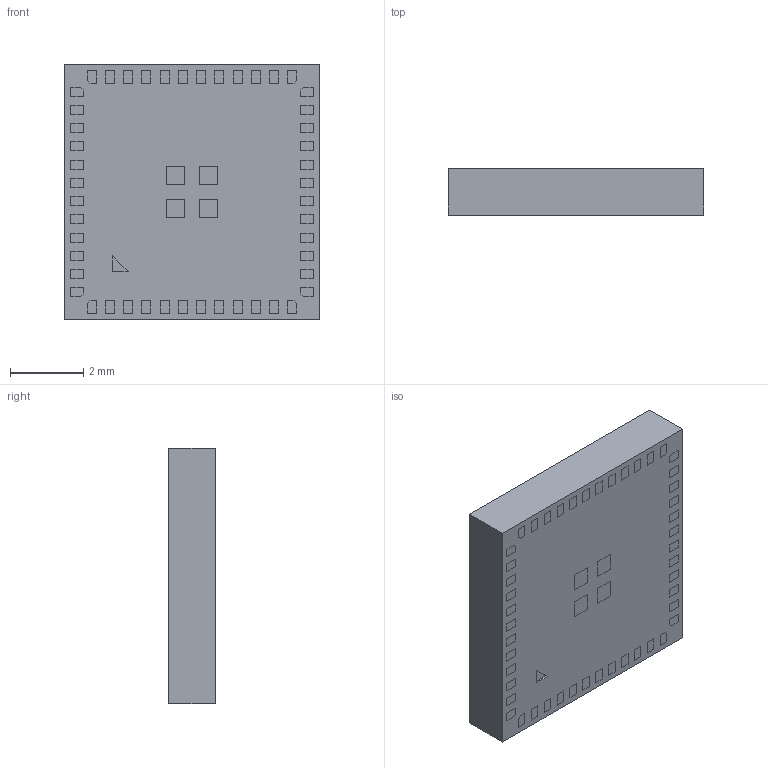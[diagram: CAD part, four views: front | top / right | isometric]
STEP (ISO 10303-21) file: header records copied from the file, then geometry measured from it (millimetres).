
FILE_DESCRIPTION (( 'STEP AP214' ), '1' );
FILE_NAME ('MGM240SA22VNA2.STEP', '2023-01-20T01:23:02', ( '' ), ( '' ), 'SwSTEP 2.0', 'SolidWorks 2021', '' );
FILE_SCHEMA (( 'AUTOMOTIVE_DESIGN' ));
Length unit declared in the file: millimetre
Products named in the file (1): MGM240SA22VNA2
Bounding box: 7 x 1.28 x 7 mm (x, y, z)
Volume: 62.7 mm3; surface area: 174.4 mm2
Topology: 55 solids, 55 shells, 610 faces, 1338 edges, 892 vertices
Faces by surface type: plane 606, cylinder 4
Entity records: 16890 total; most frequent: CARTESIAN_POINT 2841, ORIENTED_EDGE 2676, DIRECTION 2568, EDGE_CURVE 1338, LINE 1330, VECTOR 1330, VERTEX_POINT 892, EDGE_LOOP 664
